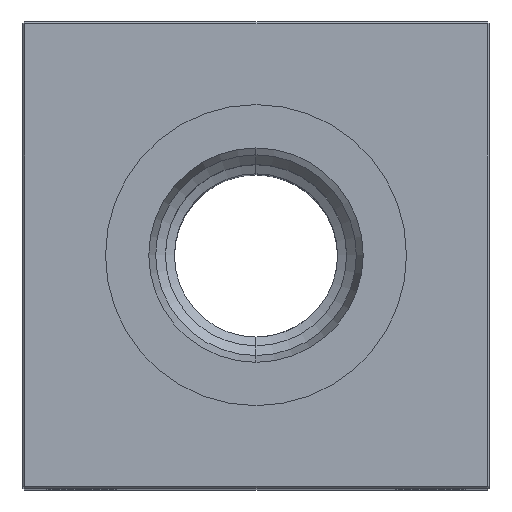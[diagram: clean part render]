
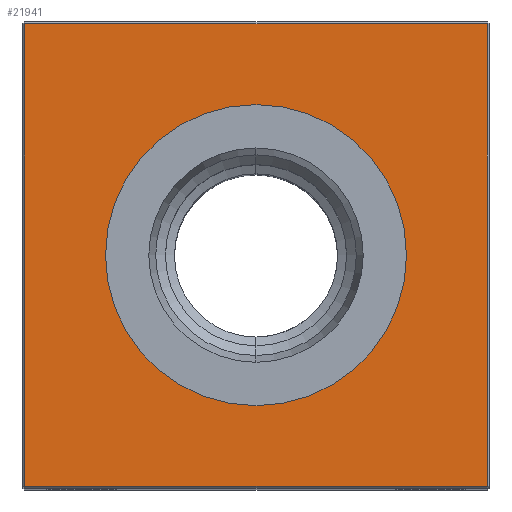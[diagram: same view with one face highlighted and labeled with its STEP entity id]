
A CAD part, top view. The second image highlights one B-rep face of the part: STEP entity #21941.
In plain terms, the highlighted planar face has unit normal (0, 0, 1).
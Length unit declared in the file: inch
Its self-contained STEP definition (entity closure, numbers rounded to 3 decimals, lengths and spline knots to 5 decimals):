
#144 = DIRECTION ( 'NONE',  ( -1., 0., 0. ) ) ;
#536 = CARTESIAN_POINT ( 'NONE',  ( 1.24, -1.24, 5.5 ) ) ;
#837 = AXIS2_PLACEMENT_3D ( 'NONE', #23249, #4332, #11644 ) ;
#1655 = FACE_OUTER_BOUND ( 'NONE', #19199, .T. ) ;
#2016 = DIRECTION ( 'NONE',  ( 1., 0., 0. ) ) ;
#2189 = ORIENTED_EDGE ( 'NONE', *, *, #17749, .T. ) ;
#2287 = CARTESIAN_POINT ( 'NONE',  ( 0., 1.24, 5.5 ) ) ;
#2313 = ORIENTED_EDGE ( 'NONE', *, *, #17030, .T. ) ;
#2669 = LINE ( 'NONE', #4688, #2987 ) ;
#2769 = VERTEX_POINT ( 'NONE', #17342 ) ;
#2877 = VECTOR ( 'NONE', #18367, 39.37008 ) ;
#2987 = VECTOR ( 'NONE', #22205, 39.37008 ) ;
#3783 = CIRCLE ( 'NONE', #24713, 0.80709 ) ;
#4332 = DIRECTION ( 'NONE',  ( 0., 0., -1. ) ) ;
#4688 = CARTESIAN_POINT ( 'NONE',  ( 1.24, 0., 5.5 ) ) ;
#4983 = LINE ( 'NONE', #20234, #2877 ) ;
#5583 = PLANE ( 'NONE',  #21029 ) ;
#6064 = CARTESIAN_POINT ( 'NONE',  ( 0., -1.24, 5.5 ) ) ;
#6130 = VERTEX_POINT ( 'NONE', #536 ) ;
#6176 = CARTESIAN_POINT ( 'NONE',  ( 0., 0., 5.5 ) ) ;
#6973 = CARTESIAN_POINT ( 'NONE',  ( 1.24, 1.24, 5.5 ) ) ;
#6995 = EDGE_CURVE ( 'NONE', #17352, #12047, #11730, .T. ) ;
#7642 = CARTESIAN_POINT ( 'NONE',  ( 0., 0.80709, 5.5 ) ) ;
#8454 = ORIENTED_EDGE ( 'NONE', *, *, #6995, .T. ) ;
#8894 = VERTEX_POINT ( 'NONE', #13907 ) ;
#9056 = DIRECTION ( 'NONE',  ( 0., 0., -1. ) ) ;
#10653 = CARTESIAN_POINT ( 'NONE',  ( 0., -0.80709, 5.5 ) ) ;
#10687 = CARTESIAN_POINT ( 'NONE',  ( 0., 0., 5.5 ) ) ;
#11481 = VECTOR ( 'NONE', #2016, 39.37008 ) ;
#11483 = EDGE_CURVE ( 'NONE', #12047, #17352, #3783, .T. ) ;
#11644 = DIRECTION ( 'NONE',  ( -1., 0., 0. ) ) ;
#11730 = CIRCLE ( 'NONE', #837, 0.80709 ) ;
#11855 = DIRECTION ( 'NONE',  ( -1., 0., 0. ) ) ;
#11882 = LINE ( 'NONE', #2287, #17086 ) ;
#12047 = VERTEX_POINT ( 'NONE', #10653 ) ;
#12223 = EDGE_CURVE ( 'NONE', #14065, #8894, #11882, .T. ) ;
#13729 = FACE_BOUND ( 'NONE', #24694, .T. ) ;
#13907 = CARTESIAN_POINT ( 'NONE',  ( -1.24, 1.24, 5.5 ) ) ;
#14065 = VERTEX_POINT ( 'NONE', #6973 ) ;
#15529 = LINE ( 'NONE', #6064, #11481 ) ;
#15670 = ORIENTED_EDGE ( 'NONE', *, *, #12223, .T. ) ;
#16369 = DIRECTION ( 'NONE',  ( -1., 0., 0. ) ) ;
#16400 = ORIENTED_EDGE ( 'NONE', *, *, #11483, .T. ) ;
#17030 = EDGE_CURVE ( 'NONE', #6130, #14065, #2669, .T. ) ;
#17086 = VECTOR ( 'NONE', #144, 39.37008 ) ;
#17342 = CARTESIAN_POINT ( 'NONE',  ( -1.24, -1.24, 5.5 ) ) ;
#17352 = VERTEX_POINT ( 'NONE', #7642 ) ;
#17749 = EDGE_CURVE ( 'NONE', #2769, #6130, #15529, .T. ) ;
#18367 = DIRECTION ( 'NONE',  ( 0., -1., 0. ) ) ;
#19199 = EDGE_LOOP ( 'NONE', ( #23137, #2189, #2313, #15670 ) ) ;
#20234 = CARTESIAN_POINT ( 'NONE',  ( -1.24, 0., 5.5 ) ) ;
#20838 = DIRECTION ( 'NONE',  ( 0., 0., -1. ) ) ;
#21029 = AXIS2_PLACEMENT_3D ( 'NONE', #6176, #20838, #11855 ) ;
#21941 = ADVANCED_FACE ( 'NONE', ( #1655, #13729 ), #5583, .F. ) ;
#22205 = DIRECTION ( 'NONE',  ( 0., 1., 0. ) ) ;
#22395 = EDGE_CURVE ( 'NONE', #8894, #2769, #4983, .T. ) ;
#23137 = ORIENTED_EDGE ( 'NONE', *, *, #22395, .T. ) ;
#23249 = CARTESIAN_POINT ( 'NONE',  ( 0., 0., 5.5 ) ) ;
#24694 = EDGE_LOOP ( 'NONE', ( #8454, #16400 ) ) ;
#24713 = AXIS2_PLACEMENT_3D ( 'NONE', #10687, #9056, #16369 ) ;
